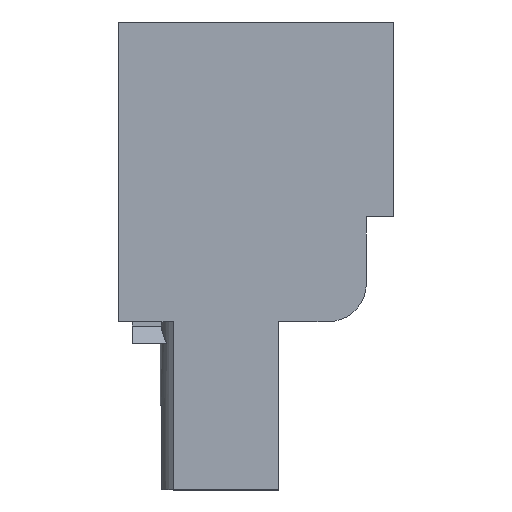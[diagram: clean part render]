
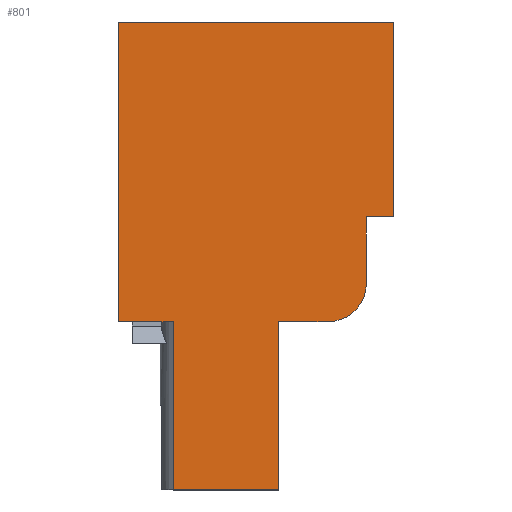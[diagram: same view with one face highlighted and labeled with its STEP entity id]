
A CAD part, left-side view. The second image highlights one B-rep face of the part: STEP entity #801.
In plain terms, the highlighted planar face has unit normal (-1, 0, 0).
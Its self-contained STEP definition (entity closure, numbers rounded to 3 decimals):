
#725=AXIS2_PLACEMENT_3D('Plane Axis2P3D',#722,#723,#724) ;
#738=AXIS2_PLACEMENT_3D('Circle Axis2P3D',#736,#737,$) ;
#444=CARTESIAN_POINT('Vertex',(0.1,0.,12.9)) ;
#447=CARTESIAN_POINT('Line Origine',(0.1,0.645,12.9)) ;
#451=CARTESIAN_POINT('Vertex',(0.1,1.29,12.9)) ;
#696=CARTESIAN_POINT('Line Origine',(0.1,1.29,11.325)) ;
#700=CARTESIAN_POINT('Vertex',(0.1,1.29,9.75)) ;
#722=CARTESIAN_POINT('Axis2P3D Location',(0.1,10.412,0.)) ;
#727=CARTESIAN_POINT('Line Origine',(0.1,4.27,7.95)) ;
#731=CARTESIAN_POINT('Vertex',(0.1,3.09,7.95)) ;
#733=CARTESIAN_POINT('Vertex',(0.1,5.45,7.95)) ;
#736=CARTESIAN_POINT('Axis2P3D Location',(0.1,3.09,9.75)) ;
#741=CARTESIAN_POINT('Line Origine',(0.1,0.,17.5)) ;
#745=CARTESIAN_POINT('Vertex',(0.1,0.,22.1)) ;
#748=CARTESIAN_POINT('Line Origine',(0.1,6.5,22.1)) ;
#752=CARTESIAN_POINT('Vertex',(0.1,13.,22.1)) ;
#755=CARTESIAN_POINT('Line Origine',(0.1,13.,15.025)) ;
#759=CARTESIAN_POINT('Vertex',(0.1,13.,7.95)) ;
#762=CARTESIAN_POINT('Line Origine',(0.1,11.706,7.95)) ;
#766=CARTESIAN_POINT('Vertex',(0.1,10.412,7.95)) ;
#769=CARTESIAN_POINT('Line Origine',(0.1,10.412,3.975)) ;
#773=CARTESIAN_POINT('Vertex',(0.1,10.412,0.)) ;
#776=CARTESIAN_POINT('Line Origine',(0.1,7.931,0.)) ;
#780=CARTESIAN_POINT('Vertex',(0.1,5.45,0.)) ;
#783=CARTESIAN_POINT('Line Origine',(0.1,5.45,3.975)) ;
#448=DIRECTION('Vector Direction',(0.,1.,0.)) ;
#697=DIRECTION('Vector Direction',(0.,0.,-1.)) ;
#723=DIRECTION('Axis2P3D Direction',(-1.,0.,0.)) ;
#724=DIRECTION('Axis2P3D XDirection',(0.,-1.,0.)) ;
#728=DIRECTION('Vector Direction',(0.,1.,0.)) ;
#737=DIRECTION('Axis2P3D Direction',(-1.,0.,0.)) ;
#742=DIRECTION('Vector Direction',(0.,0.,-1.)) ;
#749=DIRECTION('Vector Direction',(0.,-1.,0.)) ;
#756=DIRECTION('Vector Direction',(0.,0.,1.)) ;
#763=DIRECTION('Vector Direction',(0.,1.,0.)) ;
#770=DIRECTION('Vector Direction',(0.,0.,1.)) ;
#777=DIRECTION('Vector Direction',(0.,-1.,0.)) ;
#784=DIRECTION('Vector Direction',(0.,0.,1.)) ;
#449=VECTOR('Line Direction',#448,1.) ;
#698=VECTOR('Line Direction',#697,1.) ;
#729=VECTOR('Line Direction',#728,1.) ;
#743=VECTOR('Line Direction',#742,1.) ;
#750=VECTOR('Line Direction',#749,1.) ;
#757=VECTOR('Line Direction',#756,1.) ;
#764=VECTOR('Line Direction',#763,1.) ;
#771=VECTOR('Line Direction',#770,1.) ;
#778=VECTOR('Line Direction',#777,1.) ;
#785=VECTOR('Line Direction',#784,1.) ;
#789=ORIENTED_EDGE('',*,*,#735,.F.) ;
#790=ORIENTED_EDGE('',*,*,#740,.T.) ;
#791=ORIENTED_EDGE('',*,*,#702,.F.) ;
#792=ORIENTED_EDGE('',*,*,#453,.F.) ;
#793=ORIENTED_EDGE('',*,*,#747,.F.) ;
#794=ORIENTED_EDGE('',*,*,#754,.F.) ;
#795=ORIENTED_EDGE('',*,*,#761,.F.) ;
#796=ORIENTED_EDGE('',*,*,#768,.F.) ;
#797=ORIENTED_EDGE('',*,*,#775,.F.) ;
#798=ORIENTED_EDGE('',*,*,#782,.F.) ;
#799=ORIENTED_EDGE('',*,*,#787,.T.) ;
#801=ADVANCED_FACE('HOUSING',(#800),#726,.T.) ;
#739=CIRCLE('generated circle',#738,1.8) ;
#453=EDGE_CURVE('',#445,#452,#450,.T.) ;
#702=EDGE_CURVE('',#452,#701,#699,.T.) ;
#735=EDGE_CURVE('',#732,#734,#730,.T.) ;
#740=EDGE_CURVE('',#732,#701,#739,.T.) ;
#747=EDGE_CURVE('',#746,#445,#744,.T.) ;
#754=EDGE_CURVE('',#753,#746,#751,.T.) ;
#761=EDGE_CURVE('',#760,#753,#758,.T.) ;
#768=EDGE_CURVE('',#767,#760,#765,.T.) ;
#775=EDGE_CURVE('',#774,#767,#772,.T.) ;
#782=EDGE_CURVE('',#781,#774,#779,.F.) ;
#787=EDGE_CURVE('',#781,#734,#786,.T.) ;
#788=EDGE_LOOP('',(#789,#790,#791,#792,#793,#794,#795,#796,#797,#798,#799)) ;
#800=FACE_OUTER_BOUND('',#788,.T.) ;
#450=LINE('Line',#447,#449) ;
#699=LINE('Line',#696,#698) ;
#730=LINE('Line',#727,#729) ;
#744=LINE('Line',#741,#743) ;
#751=LINE('Line',#748,#750) ;
#758=LINE('Line',#755,#757) ;
#765=LINE('Line',#762,#764) ;
#772=LINE('Line',#769,#771) ;
#779=LINE('Line',#776,#778) ;
#786=LINE('Line',#783,#785) ;
#726=PLANE('',#725) ;
#445=VERTEX_POINT('',#444) ;
#452=VERTEX_POINT('',#451) ;
#701=VERTEX_POINT('',#700) ;
#732=VERTEX_POINT('',#731) ;
#734=VERTEX_POINT('',#733) ;
#746=VERTEX_POINT('',#745) ;
#753=VERTEX_POINT('',#752) ;
#760=VERTEX_POINT('',#759) ;
#767=VERTEX_POINT('',#766) ;
#774=VERTEX_POINT('',#773) ;
#781=VERTEX_POINT('',#780) ;
